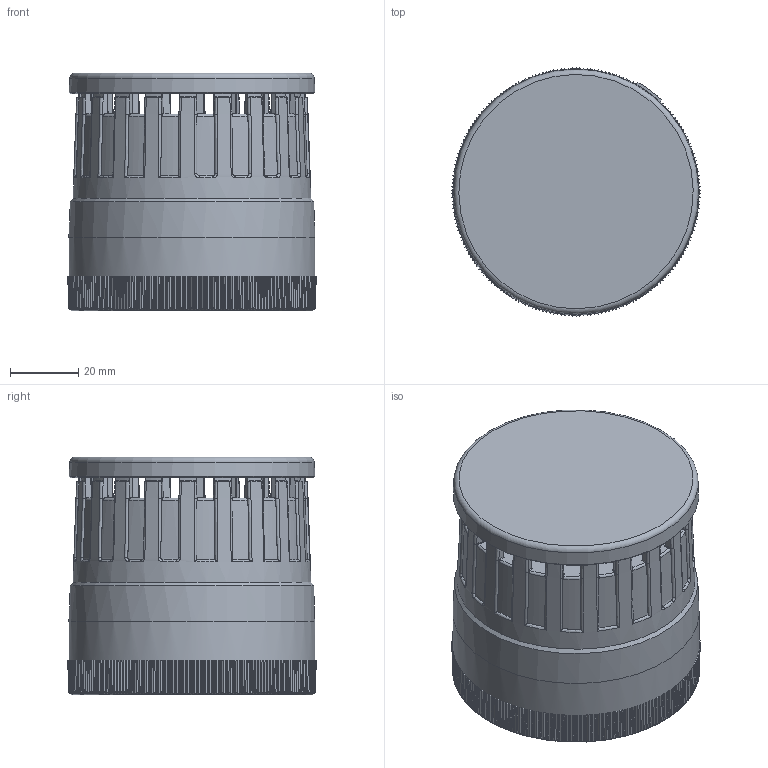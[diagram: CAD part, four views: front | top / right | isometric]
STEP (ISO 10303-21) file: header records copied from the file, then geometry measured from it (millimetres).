
FILE_DESCRIPTION(/* description */ (''),/* implementation_level */ '2;1');
FILE_NAME(/* name */ 'XDE XDZ XDM.stp',/* time_stamp */ '2013-11-14T09:02:53+01:00',/* author */ (''),/* organization */ (''),/* preprocessor_version */ 'ST-DEVELOPER v11',/* originating_system */ 'SIEMENS PLM Software NX 7.5',/* authorisation */ '');
FILE_SCHEMA (('AUTOMOTIVE_DESIGN { 1 0 10303 214 1 1 1 1 }'));
Products named in the file (1): m.neB80B8nuy
Bounding box: 72.6 x 72.61 x 69.5 mm (x, y, z)
Volume: 97425.4 mm3; surface area: 51426.7 mm2
Topology: 1 solids, 3 shells, 2752 faces, 6689 edges, 3914 vertices
Faces by surface type: plane 1362, bspline 418, torus 371, cone 356, cylinder 214, sphere 31
Full cylindrical faces by diameter (mm): 0.6 x4, 1.2 x6, 6.6 x1, 8.6 x1, 72 x1
Entity records: 97720 total; most frequent: CARTESIAN_POINT 37193, ORIENTED_EDGE 13196, DIRECTION 9751, EDGE_CURVE 6598, AXIS2_PLACEMENT_3D 3926, VERTEX_POINT 3887, B_SPLINE_CURVE_WITH_KNOTS 3105, EDGE_LOOP 2829
